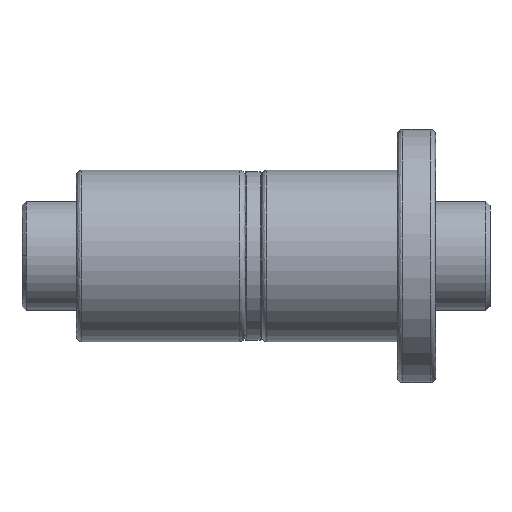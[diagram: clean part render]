
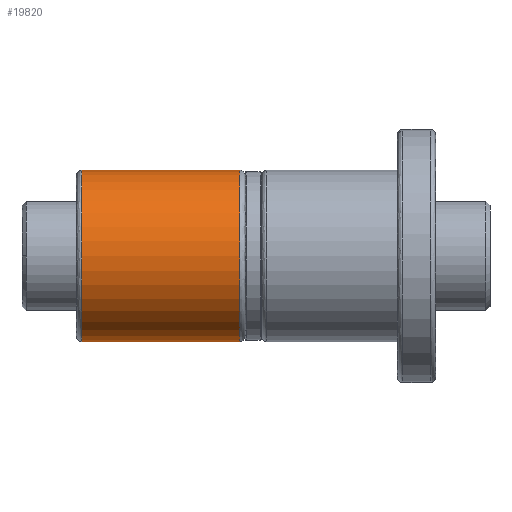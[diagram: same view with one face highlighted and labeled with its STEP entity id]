
A CAD part, top view. The second image highlights one B-rep face of the part: STEP entity #19820.
In plain terms, the highlighted cylindrical face has radius 31.5 mm (diameter 63 mm), a partial arc.
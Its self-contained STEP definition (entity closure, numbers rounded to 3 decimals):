
#74 = DIRECTION ( 'NONE',  ( 1., 0., 0. ) ) ;
#142 = AXIS2_PLACEMENT_3D ( 'NONE', #25191, #23219, #7571 ) ;
#318 = DIRECTION ( 'NONE',  ( 0., 1., 0. ) ) ;
#1039 = LINE ( 'NONE', #24672, #2269 ) ;
#1439 = CARTESIAN_POINT ( 'NONE',  ( -92., 0., 0. ) ) ;
#2269 = VECTOR ( 'NONE', #5110, 1000. ) ;
#3791 = LINE ( 'NONE', #11700, #13900 ) ;
#4300 = ORIENTED_EDGE ( 'NONE', *, *, #8887, .T. ) ;
#4372 = ORIENTED_EDGE ( 'NONE', *, *, #12672, .T. ) ;
#5110 = DIRECTION ( 'NONE',  ( 1., 0., 0. ) ) ;
#5366 = ORIENTED_EDGE ( 'NONE', *, *, #9176, .F. ) ;
#5796 = CARTESIAN_POINT ( 'NONE',  ( -150., -31.5, 0. ) ) ;
#6326 = EDGE_CURVE ( 'NONE', #10126, #20961, #12529, .T. ) ;
#6873 = CARTESIAN_POINT ( 'NONE',  ( -92., -31.5, 0. ) ) ;
#7241 = DIRECTION ( 'NONE',  ( -1., 0., 0. ) ) ;
#7571 = DIRECTION ( 'NONE',  ( 0., 1., 0. ) ) ;
#8887 = EDGE_CURVE ( 'NONE', #20961, #9531, #1039, .T. ) ;
#9176 = EDGE_CURVE ( 'NONE', #10126, #16608, #3791, .T. ) ;
#9531 = VERTEX_POINT ( 'NONE', #6873 ) ;
#10126 = VERTEX_POINT ( 'NONE', #22794 ) ;
#10244 = AXIS2_PLACEMENT_3D ( 'NONE', #15777, #74, #318 ) ;
#10737 = ORIENTED_EDGE ( 'NONE', *, *, #6326, .T. ) ;
#11459 = CYLINDRICAL_SURFACE ( 'NONE', #142, 31.5 ) ;
#11700 = CARTESIAN_POINT ( 'NONE',  ( -172., 31.5, 0. ) ) ;
#12529 = CIRCLE ( 'NONE', #10244, 31.5 ) ;
#12672 = EDGE_CURVE ( 'NONE', #9531, #16608, #20143, .T. ) ;
#13900 = VECTOR ( 'NONE', #17618, 1000. ) ;
#15201 = FACE_OUTER_BOUND ( 'NONE', #21602, .T. ) ;
#15777 = CARTESIAN_POINT ( 'NONE',  ( -150., 0., 0. ) ) ;
#16608 = VERTEX_POINT ( 'NONE', #22512 ) ;
#17618 = DIRECTION ( 'NONE',  ( 1., 0., 0. ) ) ;
#19105 = DIRECTION ( 'NONE',  ( 0., 1., 0. ) ) ;
#19820 = ADVANCED_FACE ( 'NONE', ( #15201 ), #11459, .T. ) ;
#20143 = CIRCLE ( 'NONE', #24215, 31.5 ) ;
#20961 = VERTEX_POINT ( 'NONE', #5796 ) ;
#21602 = EDGE_LOOP ( 'NONE', ( #10737, #4300, #4372, #5366 ) ) ;
#22512 = CARTESIAN_POINT ( 'NONE',  ( -92., 31.5, 0. ) ) ;
#22794 = CARTESIAN_POINT ( 'NONE',  ( -150., 31.5, 0. ) ) ;
#23219 = DIRECTION ( 'NONE',  ( 1., 0., 0. ) ) ;
#24215 = AXIS2_PLACEMENT_3D ( 'NONE', #1439, #7241, #19105 ) ;
#24672 = CARTESIAN_POINT ( 'NONE',  ( -172., -31.5, 0. ) ) ;
#25191 = CARTESIAN_POINT ( 'NONE',  ( -172., 0., 0. ) ) ;
